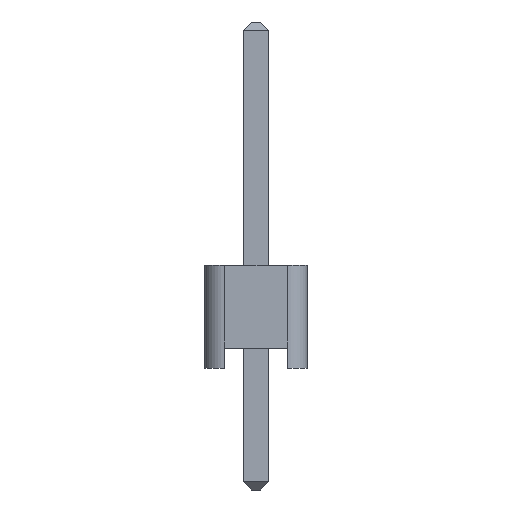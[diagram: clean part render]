
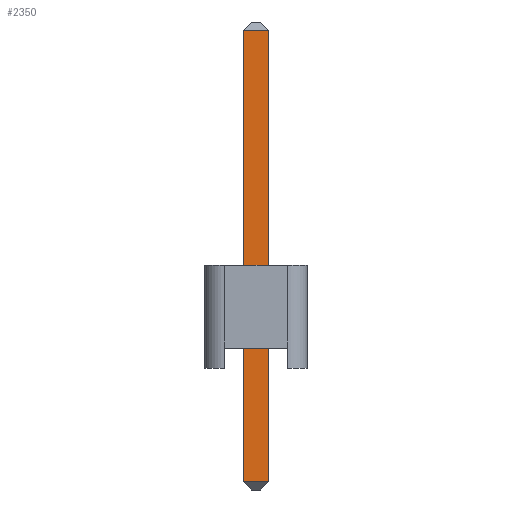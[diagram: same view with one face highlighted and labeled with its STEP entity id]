
A CAD part, left-side view. The second image highlights one B-rep face of the part: STEP entity #2350.
In plain terms, the highlighted planar face has unit normal (-1, 0, 0).
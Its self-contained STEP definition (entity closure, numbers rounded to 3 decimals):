
#2234 = EDGE_CURVE('',#2235,#2237,#2239,.T.);
#2235 = VERTEX_POINT('',#2236);
#2236 = CARTESIAN_POINT('',(-0.32,0.32,0.2));
#2237 = VERTEX_POINT('',#2238);
#2238 = CARTESIAN_POINT('',(-0.32,0.32,11.34));
#2239 = SURFACE_CURVE('',#2240,(#2244,#2256),.PCURVE_S1.);
#2240 = LINE('',#2241,#2242);
#2241 = CARTESIAN_POINT('',(-0.32,0.32,0.));
#2242 = VECTOR('',#2243,1.);
#2243 = DIRECTION('',(0.,0.,1.));
#2244 = PCURVE('',#2245,#2250);
#2245 = PLANE('',#2246);
#2246 = AXIS2_PLACEMENT_3D('',#2247,#2248,#2249);
#2247 = CARTESIAN_POINT('',(-0.32,0.32,0.));
#2248 = DIRECTION('',(0.,1.,0.));
#2249 = DIRECTION('',(1.,0.,0.));
#2250 = DEFINITIONAL_REPRESENTATION('',(#2251),#2255);
#2251 = LINE('',#2252,#2253);
#2252 = CARTESIAN_POINT('',(0.,0.));
#2253 = VECTOR('',#2254,1.);
#2254 = DIRECTION('',(0.,-1.));
#2255 = ( GEOMETRIC_REPRESENTATION_CONTEXT(2) 
PARAMETRIC_REPRESENTATION_CONTEXT() REPRESENTATION_CONTEXT('2D SPACE',''
  ) );
#2256 = PCURVE('',#2257,#2262);
#2257 = PLANE('',#2258);
#2258 = AXIS2_PLACEMENT_3D('',#2259,#2260,#2261);
#2259 = CARTESIAN_POINT('',(-0.32,-0.32,0.));
#2260 = DIRECTION('',(-1.,0.,0.));
#2261 = DIRECTION('',(0.,1.,0.));
#2262 = DEFINITIONAL_REPRESENTATION('',(#2263),#2267);
#2263 = LINE('',#2264,#2265);
#2264 = CARTESIAN_POINT('',(0.64,0.));
#2265 = VECTOR('',#2266,1.);
#2266 = DIRECTION('',(0.,-1.));
#2267 = ( GEOMETRIC_REPRESENTATION_CONTEXT(2) 
PARAMETRIC_REPRESENTATION_CONTEXT() REPRESENTATION_CONTEXT('2D SPACE',''
  ) );
#2350 = ADVANCED_FACE('',(#2351),#2257,.T.);
#2351 = FACE_BOUND('',#2352,.T.);
#2352 = EDGE_LOOP('',(#2353,#2383,#2409,#2410));
#2353 = ORIENTED_EDGE('',*,*,#2354,.T.);
#2354 = EDGE_CURVE('',#2355,#2357,#2359,.T.);
#2355 = VERTEX_POINT('',#2356);
#2356 = CARTESIAN_POINT('',(-0.32,-0.32,0.2));
#2357 = VERTEX_POINT('',#2358);
#2358 = CARTESIAN_POINT('',(-0.32,-0.32,11.34));
#2359 = SURFACE_CURVE('',#2360,(#2364,#2371),.PCURVE_S1.);
#2360 = LINE('',#2361,#2362);
#2361 = CARTESIAN_POINT('',(-0.32,-0.32,0.));
#2362 = VECTOR('',#2363,1.);
#2363 = DIRECTION('',(0.,0.,1.));
#2364 = PCURVE('',#2257,#2365);
#2365 = DEFINITIONAL_REPRESENTATION('',(#2366),#2370);
#2366 = LINE('',#2367,#2368);
#2367 = CARTESIAN_POINT('',(0.,0.));
#2368 = VECTOR('',#2369,1.);
#2369 = DIRECTION('',(0.,-1.));
#2370 = ( GEOMETRIC_REPRESENTATION_CONTEXT(2) 
PARAMETRIC_REPRESENTATION_CONTEXT() REPRESENTATION_CONTEXT('2D SPACE',''
  ) );
#2371 = PCURVE('',#2372,#2377);
#2372 = PLANE('',#2373);
#2373 = AXIS2_PLACEMENT_3D('',#2374,#2375,#2376);
#2374 = CARTESIAN_POINT('',(0.32,-0.32,0.));
#2375 = DIRECTION('',(0.,-1.,0.));
#2376 = DIRECTION('',(-1.,0.,0.));
#2377 = DEFINITIONAL_REPRESENTATION('',(#2378),#2382);
#2378 = LINE('',#2379,#2380);
#2379 = CARTESIAN_POINT('',(0.64,0.));
#2380 = VECTOR('',#2381,1.);
#2381 = DIRECTION('',(0.,-1.));
#2382 = ( GEOMETRIC_REPRESENTATION_CONTEXT(2) 
PARAMETRIC_REPRESENTATION_CONTEXT() REPRESENTATION_CONTEXT('2D SPACE',''
  ) );
#2383 = ORIENTED_EDGE('',*,*,#2384,.T.);
#2384 = EDGE_CURVE('',#2357,#2237,#2385,.T.);
#2385 = SURFACE_CURVE('',#2386,(#2390,#2397),.PCURVE_S1.);
#2386 = LINE('',#2387,#2388);
#2387 = CARTESIAN_POINT('',(-0.32,-0.32,11.34));
#2388 = VECTOR('',#2389,1.);
#2389 = DIRECTION('',(0.,1.,0.));
#2390 = PCURVE('',#2257,#2391);
#2391 = DEFINITIONAL_REPRESENTATION('',(#2392),#2396);
#2392 = LINE('',#2393,#2394);
#2393 = CARTESIAN_POINT('',(0.,-11.34));
#2394 = VECTOR('',#2395,1.);
#2395 = DIRECTION('',(1.,0.));
#2396 = ( GEOMETRIC_REPRESENTATION_CONTEXT(2) 
PARAMETRIC_REPRESENTATION_CONTEXT() REPRESENTATION_CONTEXT('2D SPACE',''
  ) );
#2397 = PCURVE('',#2398,#2403);
#2398 = PLANE('',#2399);
#2399 = AXIS2_PLACEMENT_3D('',#2400,#2401,#2402);
#2400 = CARTESIAN_POINT('',(-0.22,-0.32,11.44));
#2401 = DIRECTION('',(0.707,0.,-0.707
    ));
#2402 = DIRECTION('',(0.,1.,0.));
#2403 = DEFINITIONAL_REPRESENTATION('',(#2404),#2408);
#2404 = LINE('',#2405,#2406);
#2405 = CARTESIAN_POINT('',(0.,-0.141));
#2406 = VECTOR('',#2407,1.);
#2407 = DIRECTION('',(1.,0.));
#2408 = ( GEOMETRIC_REPRESENTATION_CONTEXT(2) 
PARAMETRIC_REPRESENTATION_CONTEXT() REPRESENTATION_CONTEXT('2D SPACE',''
  ) );
#2409 = ORIENTED_EDGE('',*,*,#2234,.F.);
#2410 = ORIENTED_EDGE('',*,*,#2411,.F.);
#2411 = EDGE_CURVE('',#2355,#2235,#2412,.T.);
#2412 = SURFACE_CURVE('',#2413,(#2417,#2424),.PCURVE_S1.);
#2413 = LINE('',#2414,#2415);
#2414 = CARTESIAN_POINT('',(-0.32,-0.32,0.2));
#2415 = VECTOR('',#2416,1.);
#2416 = DIRECTION('',(0.,1.,0.));
#2417 = PCURVE('',#2257,#2418);
#2418 = DEFINITIONAL_REPRESENTATION('',(#2419),#2423);
#2419 = LINE('',#2420,#2421);
#2420 = CARTESIAN_POINT('',(0.,-0.2));
#2421 = VECTOR('',#2422,1.);
#2422 = DIRECTION('',(1.,0.));
#2423 = ( GEOMETRIC_REPRESENTATION_CONTEXT(2) 
PARAMETRIC_REPRESENTATION_CONTEXT() REPRESENTATION_CONTEXT('2D SPACE',''
  ) );
#2424 = PCURVE('',#2425,#2430);
#2425 = PLANE('',#2426);
#2426 = AXIS2_PLACEMENT_3D('',#2427,#2428,#2429);
#2427 = CARTESIAN_POINT('',(-0.22,-0.32,0.1));
#2428 = DIRECTION('',(-0.707,0.,-0.707));
#2429 = DIRECTION('',(0.,1.,0.));
#2430 = DEFINITIONAL_REPRESENTATION('',(#2431),#2435);
#2431 = LINE('',#2432,#2433);
#2432 = CARTESIAN_POINT('',(0.,-0.141));
#2433 = VECTOR('',#2434,1.);
#2434 = DIRECTION('',(1.,0.));
#2435 = ( GEOMETRIC_REPRESENTATION_CONTEXT(2) 
PARAMETRIC_REPRESENTATION_CONTEXT() REPRESENTATION_CONTEXT('2D SPACE',''
  ) );
